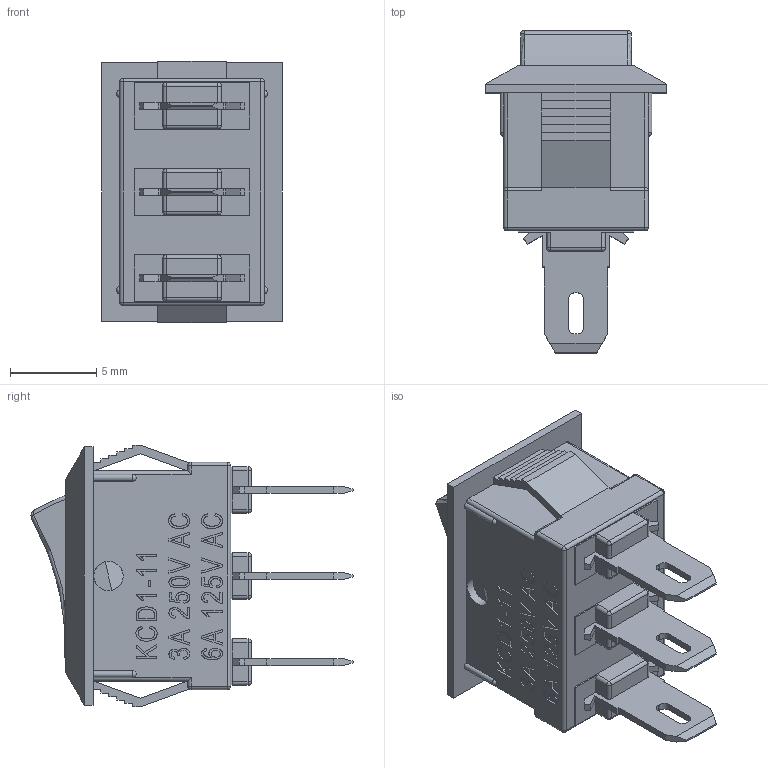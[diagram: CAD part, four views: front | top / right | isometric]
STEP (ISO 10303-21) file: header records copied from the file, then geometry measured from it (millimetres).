
FILE_DESCRIPTION(('STEP AP214'), '1');
FILE_NAME('KCD1-11_Off', '', ('UNSPECIFIED'), ('UNSPECIFIED'), 'ASCON STEP Converter 1.6', 'ASCON Math Kernel', '');
FILE_SCHEMA(('AUTOMOTIVE_DESIGN { 1 0 10303 214 3 1 1}'));
Length unit declared in the file: millimetre
Assembly tree (4 placements, depth 2):
  (unnamed)
    (unnamed)
    (unnamed)
    (unnamed)
    (unnamed)
Bounding box: 10.5 x 18.71 x 15.2 mm (x, y, z)
Volume: 747.6 mm3; surface area: 2206.3 mm2
Topology: 8 solids, 8 shells, 1281 faces, 3576 edges, 2325 vertices
Faces by surface type: cylinder 615, plane 608, sphere 34, torus 11, bspline 11, extrusion 2
Full cylindrical faces by diameter (mm): 1 x2, 1.7 x4, 1.78 x1, 2.38 x1, 2.4 x1, 3.7 x1
Entity records: 59903 total; most frequent: CARTESIAN_POINT 15752, DIRECTION 7247, ORIENTED_EDGE 7016, EDGE_CURVE 3508, AXIS2_PLACEMENT_3D 2525, VERTEX_POINT 2311, VECTOR 2197, LINE 2195
